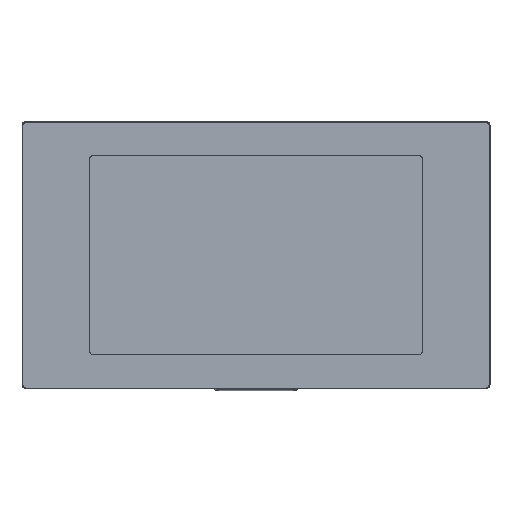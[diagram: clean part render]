
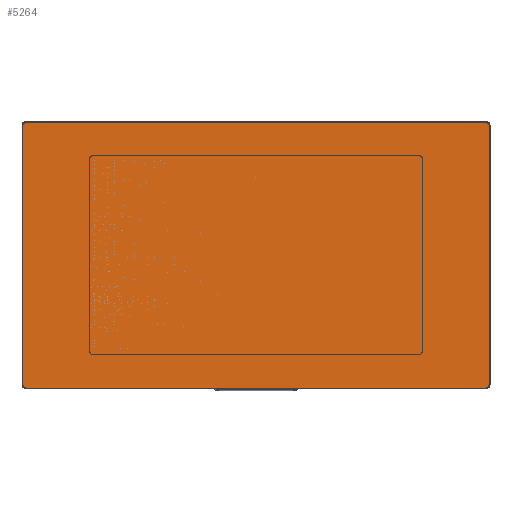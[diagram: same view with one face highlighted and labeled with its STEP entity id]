
A CAD part, top view. The second image highlights one B-rep face of the part: STEP entity #5264.
In plain terms, the highlighted planar face has unit normal (0, 0, 1).
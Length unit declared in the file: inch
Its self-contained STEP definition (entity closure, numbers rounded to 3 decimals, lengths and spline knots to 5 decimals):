
#312=PLANE('',#6011);
#628=FACE_OUTER_BOUND('',#959,.T.);
#959=EDGE_LOOP('',(#4768,#4769,#4770,#4771,#4772,#4773,#4774,#4775));
#1314=LINE('',#9508,#1680);
#1318=LINE('',#9519,#1684);
#1321=LINE('',#9527,#1687);
#1324=LINE('',#9534,#1690);
#1680=VECTOR('',#7663,0.3937);
#1684=VECTOR('',#7675,0.3937);
#1687=VECTOR('',#7684,0.3937);
#1690=VECTOR('',#7693,0.3937);
#2065=CIRCLE('',#5997,0.1);
#2067=CIRCLE('',#6001,0.1);
#2068=CIRCLE('',#6004,0.1);
#2069=CIRCLE('',#6007,0.1);
#2541=VERTEX_POINT('',#9498);
#2544=VERTEX_POINT('',#9503);
#2545=VERTEX_POINT('',#9507);
#2547=VERTEX_POINT('',#9513);
#2548=VERTEX_POINT('',#9518);
#2549=VERTEX_POINT('',#9522);
#2550=VERTEX_POINT('',#9526);
#2551=VERTEX_POINT('',#9530);
#3280=EDGE_CURVE('',#2544,#2541,#2065,.T.);
#3281=EDGE_CURVE('',#2541,#2545,#1314,.T.);
#3286=EDGE_CURVE('',#2545,#2547,#2067,.T.);
#3287=EDGE_CURVE('',#2547,#2548,#1318,.T.);
#3290=EDGE_CURVE('',#2548,#2549,#2068,.T.);
#3291=EDGE_CURVE('',#2549,#2550,#1321,.T.);
#3294=EDGE_CURVE('',#2550,#2551,#2069,.T.);
#3295=EDGE_CURVE('',#2551,#2544,#1324,.T.);
#4768=ORIENTED_EDGE('',*,*,#3280,.F.);
#4769=ORIENTED_EDGE('',*,*,#3295,.F.);
#4770=ORIENTED_EDGE('',*,*,#3294,.F.);
#4771=ORIENTED_EDGE('',*,*,#3291,.F.);
#4772=ORIENTED_EDGE('',*,*,#3290,.F.);
#4773=ORIENTED_EDGE('',*,*,#3287,.F.);
#4774=ORIENTED_EDGE('',*,*,#3286,.F.);
#4775=ORIENTED_EDGE('',*,*,#3281,.F.);
#5264=ADVANCED_FACE('',(#628),#312,.T.);
#5997=AXIS2_PLACEMENT_3D('',#9505,#7659,#7660);
#6001=AXIS2_PLACEMENT_3D('',#9516,#7671,#7672);
#6004=AXIS2_PLACEMENT_3D('',#9524,#7680,#7681);
#6007=AXIS2_PLACEMENT_3D('',#9532,#7689,#7690);
#6011=AXIS2_PLACEMENT_3D('',#9540,#7701,#7702);
#7659=DIRECTION('center_axis',(0.,0.,-1.));
#7660=DIRECTION('ref_axis',(-0.707,0.707,0.));
#7663=DIRECTION('',(1.,0.,0.));
#7671=DIRECTION('center_axis',(0.,0.,-1.));
#7672=DIRECTION('ref_axis',(0.707,0.707,0.));
#7675=DIRECTION('',(0.,-1.,0.));
#7680=DIRECTION('center_axis',(0.,0.,-1.));
#7681=DIRECTION('ref_axis',(0.707,-0.707,0.));
#7684=DIRECTION('',(-1.,0.,0.));
#7689=DIRECTION('center_axis',(0.,0.,-1.));
#7690=DIRECTION('ref_axis',(-0.707,-0.707,0.));
#7693=DIRECTION('',(0.,1.,0.));
#7701=DIRECTION('center_axis',(0.,0.,1.));
#7702=DIRECTION('ref_axis',(1.,0.,0.));
#9498=CARTESIAN_POINT('',(-6.875,3.975,1.25));
#9503=CARTESIAN_POINT('',(-6.975,3.875,1.25));
#9505=CARTESIAN_POINT('Origin',(-6.875,3.875,1.25));
#9507=CARTESIAN_POINT('',(6.875,3.975,1.25));
#9508=CARTESIAN_POINT('',(3.5,3.975,1.25));
#9513=CARTESIAN_POINT('',(6.975,3.875,1.25));
#9516=CARTESIAN_POINT('Origin',(6.875,3.875,1.25));
#9518=CARTESIAN_POINT('',(6.975,-3.875,1.25));
#9519=CARTESIAN_POINT('',(6.975,-2.,1.25));
#9522=CARTESIAN_POINT('',(6.875,-3.975,1.25));
#9524=CARTESIAN_POINT('Origin',(6.875,-3.875,1.25));
#9526=CARTESIAN_POINT('',(-6.875,-3.975,1.25));
#9527=CARTESIAN_POINT('',(-3.5,-3.975,1.25));
#9530=CARTESIAN_POINT('',(-6.975,-3.875,1.25));
#9532=CARTESIAN_POINT('Origin',(-6.875,-3.875,1.25));
#9534=CARTESIAN_POINT('',(-6.975,2.,1.25));
#9540=CARTESIAN_POINT('Origin',(0.,0.,1.25));
